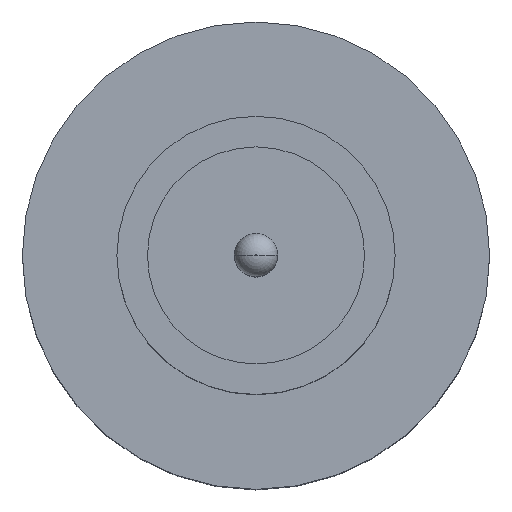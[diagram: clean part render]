
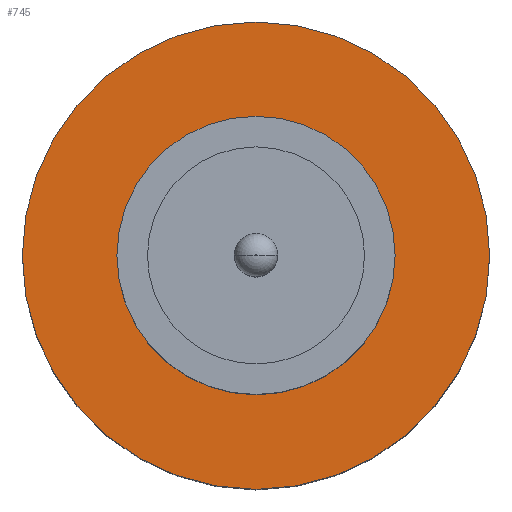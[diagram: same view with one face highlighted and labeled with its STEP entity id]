
A CAD part, top view. The second image highlights one B-rep face of the part: STEP entity #745.
In plain terms, the highlighted planar face has unit normal (0, 0, 1).
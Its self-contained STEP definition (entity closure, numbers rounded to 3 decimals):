
#33 = CARTESIAN_POINT ( 'NONE',  ( 0., 0., 1.55 ) ) ;
#43 = CARTESIAN_POINT ( 'NONE',  ( -1.25, 0., 1.55 ) ) ;
#77 = AXIS2_PLACEMENT_3D ( 'NONE', #33, #794, #531 ) ;
#99 = CARTESIAN_POINT ( 'NONE',  ( 2.1, 0., 1.55 ) ) ;
#109 = AXIS2_PLACEMENT_3D ( 'NONE', #594, #313, #380 ) ;
#128 = CARTESIAN_POINT ( 'NONE',  ( 1.25, 0., 1.55 ) ) ;
#149 = FACE_BOUND ( 'NONE', #903, .T. ) ;
#159 = EDGE_CURVE ( 'NONE', #285, #188, #792, .T. ) ;
#166 = CARTESIAN_POINT ( 'NONE',  ( 0., 0., 1.55 ) ) ;
#179 = DIRECTION ( 'NONE',  ( 1., 0., 0. ) ) ;
#188 = VERTEX_POINT ( 'NONE', #719 ) ;
#192 = EDGE_CURVE ( 'NONE', #409, #318, #804, .T. ) ;
#265 = ORIENTED_EDGE ( 'NONE', *, *, #852, .F. ) ;
#272 = EDGE_CURVE ( 'NONE', #188, #285, #583, .T. ) ;
#285 = VERTEX_POINT ( 'NONE', #99 ) ;
#313 = DIRECTION ( 'NONE',  ( 0., 0., 1. ) ) ;
#318 = VERTEX_POINT ( 'NONE', #43 ) ;
#330 = AXIS2_PLACEMENT_3D ( 'NONE', #639, #435, #706 ) ;
#363 = EDGE_LOOP ( 'NONE', ( #549, #468 ) ) ;
#380 = DIRECTION ( 'NONE',  ( 1., 0., 0. ) ) ;
#409 = VERTEX_POINT ( 'NONE', #128 ) ;
#435 = DIRECTION ( 'NONE',  ( 0., 0., 1. ) ) ;
#446 = DIRECTION ( 'NONE',  ( 1., 0., 0. ) ) ;
#468 = ORIENTED_EDGE ( 'NONE', *, *, #159, .T. ) ;
#472 = FACE_OUTER_BOUND ( 'NONE', #363, .T. ) ;
#520 = DIRECTION ( 'NONE',  ( 0., 0., 1. ) ) ;
#526 = DIRECTION ( 'NONE',  ( 0., 0., 1. ) ) ;
#531 = DIRECTION ( 'NONE',  ( 1., 0., 0. ) ) ;
#549 = ORIENTED_EDGE ( 'NONE', *, *, #272, .T. ) ;
#556 = CIRCLE ( 'NONE', #580, 1.25 ) ;
#580 = AXIS2_PLACEMENT_3D ( 'NONE', #166, #520, #446 ) ;
#583 = CIRCLE ( 'NONE', #696, 2.1 ) ;
#594 = CARTESIAN_POINT ( 'NONE',  ( 0., 0., 1.55 ) ) ;
#619 = ORIENTED_EDGE ( 'NONE', *, *, #192, .F. ) ;
#639 = CARTESIAN_POINT ( 'NONE',  ( 0., 0., 1.55 ) ) ;
#696 = AXIS2_PLACEMENT_3D ( 'NONE', #724, #526, #179 ) ;
#706 = DIRECTION ( 'NONE',  ( 1., 0., 0. ) ) ;
#719 = CARTESIAN_POINT ( 'NONE',  ( -2.1, 0., 1.55 ) ) ;
#724 = CARTESIAN_POINT ( 'NONE',  ( 0., 0., 1.55 ) ) ;
#745 = ADVANCED_FACE ( 'NONE', ( #149, #472 ), #909, .T. ) ;
#792 = CIRCLE ( 'NONE', #77, 2.1 ) ;
#794 = DIRECTION ( 'NONE',  ( 0., 0., 1. ) ) ;
#804 = CIRCLE ( 'NONE', #109, 1.25 ) ;
#852 = EDGE_CURVE ( 'NONE', #318, #409, #556, .T. ) ;
#903 = EDGE_LOOP ( 'NONE', ( #619, #265 ) ) ;
#909 = PLANE ( 'NONE',  #330 ) ;
